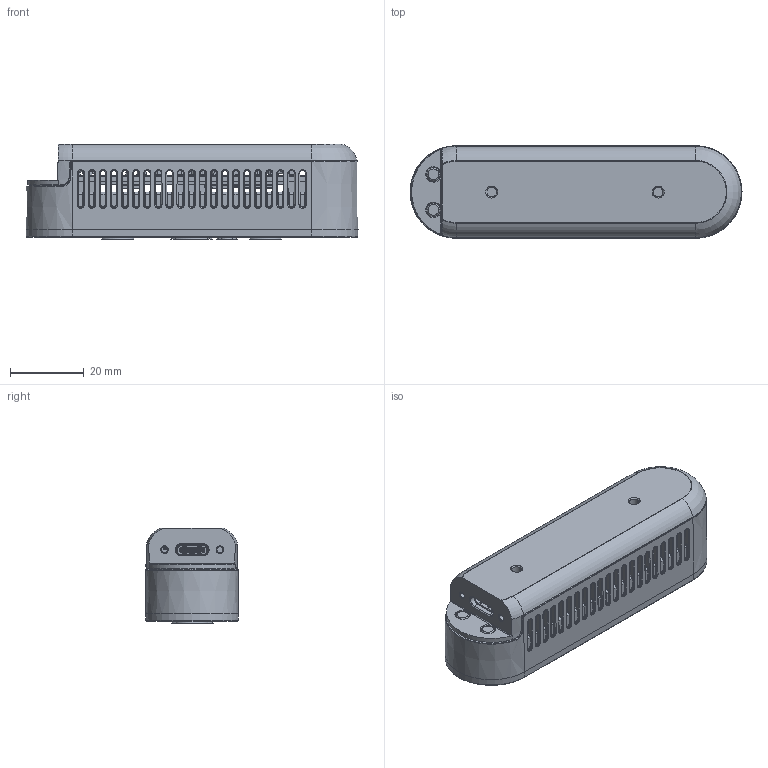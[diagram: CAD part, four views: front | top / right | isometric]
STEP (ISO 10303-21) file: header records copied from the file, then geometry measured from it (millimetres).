
FILE_DESCRIPTION (( 'STEP AP203' ), '1' );
FILE_NAME ('湮啞旮僅扜砉', '2024-03-19T07:07:27', ( '' ), ( '' ), 'SwSTEP 2.0', 'SolidWorks 2024', '' );
FILE_SCHEMA (( 'CONFIG_CONTROL_DESIGN' ));
Length unit declared in the file: millimetre
Products named in the file (1): 大白深度摄像头
Bounding box: 89.83 x 25.1 x 25.83 mm (x, y, z)
Surface area: 29521 mm2 (no closed solid volume)
Topology: 0 solids, 47 shells, 6376 faces, 16893 edges, 10568 vertices
Faces by surface type: plane 3539, cylinder 1346, bspline 1093, cone 193, torus 184, sphere 21
Entity records: 255129 total; most frequent: CARTESIAN_POINT 118077, ORIENTED_EDGE 33626, DIRECTION 19538, EDGE_CURVE 16830, VERTEX_POINT 10560, B_SPLINE_CURVE_WITH_KNOTS 8637, VECTOR 7416, LINE 7416
